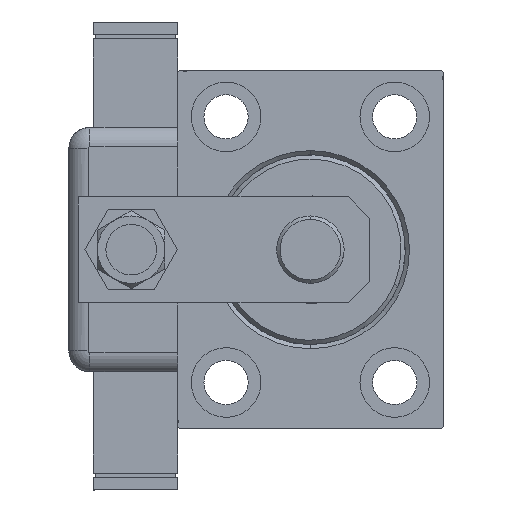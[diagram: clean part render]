
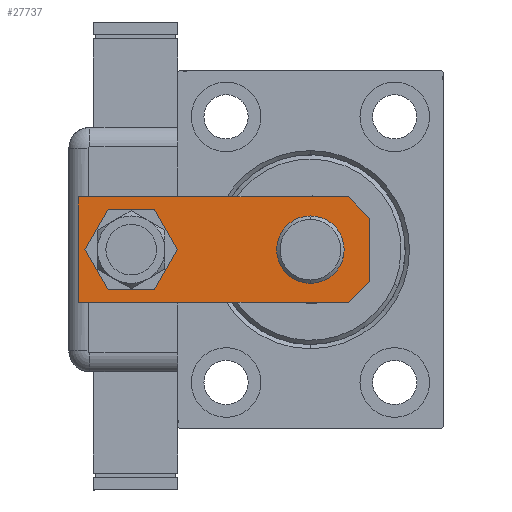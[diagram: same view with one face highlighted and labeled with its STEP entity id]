
A CAD part, left-side view. The second image highlights one B-rep face of the part: STEP entity #27737.
In plain terms, the highlighted face is planar.
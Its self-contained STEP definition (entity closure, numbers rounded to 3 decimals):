
#584 = VERTEX_POINT ( 'NONE', #17401 ) ;
#1026 = VECTOR ( 'NONE', #11936, 1000. ) ;
#1411 = DIRECTION ( 'NONE',  ( -0.707, 0.707, 0. ) ) ;
#1517 = CARTESIAN_POINT ( 'NONE',  ( 7., 56.5, 0. ) ) ;
#1673 = CARTESIAN_POINT ( 'NONE',  ( 0., 56.5, 0. ) ) ;
#1742 = CARTESIAN_POINT ( 'NONE',  ( 0., 13., 0. ) ) ;
#1940 = EDGE_CURVE ( 'NONE', #23563, #39382, #49139, .T. ) ;
#2538 = LINE ( 'NONE', #5679, #31798 ) ;
#4878 = ORIENTED_EDGE ( 'NONE', *, *, #9721, .T. ) ;
#5213 = EDGE_LOOP ( 'NONE', ( #23855, #8379 ) ) ;
#5472 = VERTEX_POINT ( 'NONE', #17115 ) ;
#5669 = DIRECTION ( 'NONE',  ( 1., 0., 0. ) ) ;
#5679 = CARTESIAN_POINT ( 'NONE',  ( -7.5, 0., 0. ) ) ;
#6183 = EDGE_CURVE ( 'NONE', #39382, #23563, #23109, .T. ) ;
#7474 = EDGE_CURVE ( 'NONE', #584, #20351, #17774, .T. ) ;
#7833 = ORIENTED_EDGE ( 'NONE', *, *, #17747, .F. ) ;
#8379 = ORIENTED_EDGE ( 'NONE', *, *, #30168, .T. ) ;
#8426 = LINE ( 'NONE', #49368, #34788 ) ;
#8951 = ORIENTED_EDGE ( 'NONE', *, *, #12779, .T. ) ;
#9721 = EDGE_CURVE ( 'NONE', #584, #19464, #2538, .T. ) ;
#9761 = CARTESIAN_POINT ( 'NONE',  ( -12.5, 5., 0. ) ) ;
#10170 = DIRECTION ( 'NONE',  ( 1., 0., 0. ) ) ;
#11127 = CARTESIAN_POINT ( 'NONE',  ( 12.5, 69., 0. ) ) ;
#11936 = DIRECTION ( 'NONE',  ( 0., -1., 0. ) ) ;
#12130 = CARTESIAN_POINT ( 'NONE',  ( 0., 56.5, 0. ) ) ;
#12779 = EDGE_CURVE ( 'NONE', #40878, #20351, #53129, .T. ) ;
#13075 = AXIS2_PLACEMENT_3D ( 'NONE', #23810, #24108, #42304 ) ;
#14070 = VERTEX_POINT ( 'NONE', #11127 ) ;
#14428 = FACE_BOUND ( 'NONE', #5213, .T. ) ;
#14737 = CARTESIAN_POINT ( 'NONE',  ( 0., 0., 0. ) ) ;
#15591 = LINE ( 'NONE', #49238, #1026 ) ;
#15622 = DIRECTION ( 'NONE',  ( 0., 0., 1. ) ) ;
#16892 = CARTESIAN_POINT ( 'NONE',  ( -12.5, 0., 0. ) ) ;
#17115 = CARTESIAN_POINT ( 'NONE',  ( -7., 13., 0. ) ) ;
#17401 = CARTESIAN_POINT ( 'NONE',  ( -7.5, 0., 0. ) ) ;
#17747 = EDGE_CURVE ( 'NONE', #40878, #14070, #8426, .T. ) ;
#17774 = LINE ( 'NONE', #16892, #26039 ) ;
#19464 = VERTEX_POINT ( 'NONE', #9761 ) ;
#19771 = CARTESIAN_POINT ( 'NONE',  ( 12.5, 5., 0. ) ) ;
#20258 = EDGE_CURVE ( 'NONE', #35003, #19464, #15591, .T. ) ;
#20351 = VERTEX_POINT ( 'NONE', #20428 ) ;
#20428 = CARTESIAN_POINT ( 'NONE',  ( 7.5, 0., 0. ) ) ;
#20597 = CARTESIAN_POINT ( 'NONE',  ( 7., 13., 0. ) ) ;
#21295 = VECTOR ( 'NONE', #39459, 1000. ) ;
#22145 = ORIENTED_EDGE ( 'NONE', *, *, #6183, .T. ) ;
#23109 = CIRCLE ( 'NONE', #30853, 7. ) ;
#23563 = VERTEX_POINT ( 'NONE', #38218 ) ;
#23810 = CARTESIAN_POINT ( 'NONE',  ( 0., 13., 0. ) ) ;
#23833 = PLANE ( 'NONE',  #44693 ) ;
#23855 = ORIENTED_EDGE ( 'NONE', *, *, #39571, .T. ) ;
#24108 = DIRECTION ( 'NONE',  ( 0., 0., 1. ) ) ;
#26039 = VECTOR ( 'NONE', #36279, 1000. ) ;
#27737 = ADVANCED_FACE ( 'NONE', ( #56004, #47185, #14428 ), #23833, .F. ) ;
#28319 = AXIS2_PLACEMENT_3D ( 'NONE', #1742, #29933, #38737 ) ;
#29933 = DIRECTION ( 'NONE',  ( 0., 0., 1. ) ) ;
#30168 = EDGE_CURVE ( 'NONE', #42174, #5472, #34128, .T. ) ;
#30587 = EDGE_LOOP ( 'NONE', ( #46919, #4878, #59591, #39680, #7833, #8951 ) ) ;
#30853 = AXIS2_PLACEMENT_3D ( 'NONE', #12130, #40021, #49129 ) ;
#31798 = VECTOR ( 'NONE', #1411, 1000. ) ;
#34128 = CIRCLE ( 'NONE', #28319, 7. ) ;
#34159 = DIRECTION ( 'NONE',  ( -1., 0., 0. ) ) ;
#34788 = VECTOR ( 'NONE', #54230, 1000. ) ;
#35003 = VERTEX_POINT ( 'NONE', #49104 ) ;
#36279 = DIRECTION ( 'NONE',  ( 1., 0., 0. ) ) ;
#37569 = EDGE_CURVE ( 'NONE', #14070, #35003, #43549, .T. ) ;
#38218 = CARTESIAN_POINT ( 'NONE',  ( -7., 56.5, 0. ) ) ;
#38737 = DIRECTION ( 'NONE',  ( 1., 0., 0. ) ) ;
#39382 = VERTEX_POINT ( 'NONE', #1517 ) ;
#39459 = DIRECTION ( 'NONE',  ( -0.707, -0.707, 0. ) ) ;
#39571 = EDGE_CURVE ( 'NONE', #5472, #42174, #42121, .T. ) ;
#39680 = ORIENTED_EDGE ( 'NONE', *, *, #37569, .F. ) ;
#40021 = DIRECTION ( 'NONE',  ( 0., 0., 1. ) ) ;
#40878 = VERTEX_POINT ( 'NONE', #19771 ) ;
#41083 = VECTOR ( 'NONE', #34159, 1000. ) ;
#42121 = CIRCLE ( 'NONE', #13075, 7. ) ;
#42174 = VERTEX_POINT ( 'NONE', #20597 ) ;
#42304 = DIRECTION ( 'NONE',  ( 1., 0., 0. ) ) ;
#42327 = DIRECTION ( 'NONE',  ( 0., 0., 1. ) ) ;
#42471 = EDGE_LOOP ( 'NONE', ( #53798, #22145 ) ) ;
#43549 = LINE ( 'NONE', #49012, #41083 ) ;
#43699 = CARTESIAN_POINT ( 'NONE',  ( 12.5, 5., 0. ) ) ;
#44693 = AXIS2_PLACEMENT_3D ( 'NONE', #14737, #42327, #5669 ) ;
#46919 = ORIENTED_EDGE ( 'NONE', *, *, #7474, .F. ) ;
#47185 = FACE_BOUND ( 'NONE', #42471, .T. ) ;
#47215 = AXIS2_PLACEMENT_3D ( 'NONE', #1673, #15622, #10170 ) ;
#49012 = CARTESIAN_POINT ( 'NONE',  ( 12.5, 69., 0. ) ) ;
#49104 = CARTESIAN_POINT ( 'NONE',  ( -12.5, 69., 0. ) ) ;
#49129 = DIRECTION ( 'NONE',  ( 1., 0., 0. ) ) ;
#49139 = CIRCLE ( 'NONE', #47215, 7. ) ;
#49238 = CARTESIAN_POINT ( 'NONE',  ( -12.5, 69., 0. ) ) ;
#49368 = CARTESIAN_POINT ( 'NONE',  ( 12.5, 0., 0. ) ) ;
#53129 = LINE ( 'NONE', #43699, #21295 ) ;
#53798 = ORIENTED_EDGE ( 'NONE', *, *, #1940, .T. ) ;
#54230 = DIRECTION ( 'NONE',  ( 0., 1., 0. ) ) ;
#56004 = FACE_OUTER_BOUND ( 'NONE', #30587, .T. ) ;
#59591 = ORIENTED_EDGE ( 'NONE', *, *, #20258, .F. ) ;
